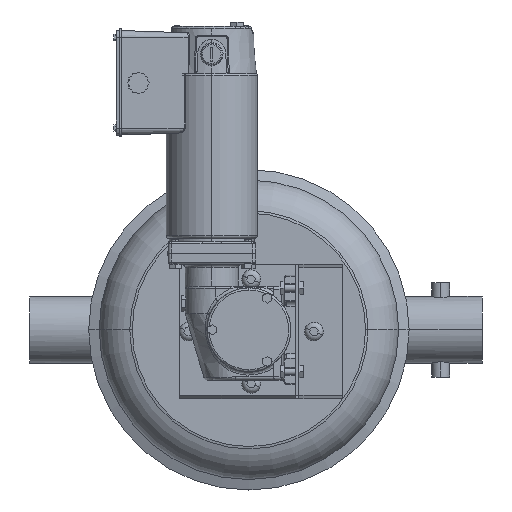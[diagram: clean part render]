
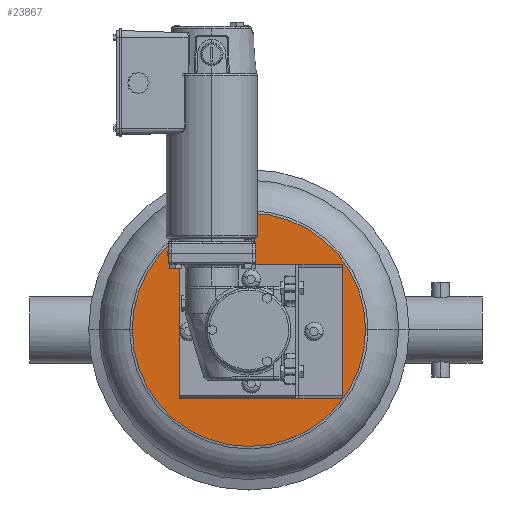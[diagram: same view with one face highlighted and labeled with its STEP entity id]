
A CAD part, left-side view. The second image highlights one B-rep face of the part: STEP entity #23867.
In plain terms, the highlighted planar face has unit normal (-1, 0, 0).
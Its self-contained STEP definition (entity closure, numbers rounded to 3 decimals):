
#223 = AXIS2_PLACEMENT_3D ( 'NONE', #27448, #30378, #2092 ) ;
#632 = VERTEX_POINT ( 'NONE', #12763 ) ;
#773 = EDGE_CURVE ( 'NONE', #632, #20002, #23886, .T. ) ;
#2092 = DIRECTION ( 'NONE',  ( 0., 0., -1. ) ) ;
#2410 = CARTESIAN_POINT ( 'NONE',  ( 0., 0., -106.362 ) ) ;
#6878 = AXIS2_PLACEMENT_3D ( 'NONE', #9724, #23923, #28752 ) ;
#7434 = DIRECTION ( 'NONE',  ( 0., 0., -1. ) ) ;
#7703 = ORIENTED_EDGE ( 'NONE', *, *, #773, .F. ) ;
#8488 = ORIENTED_EDGE ( 'NONE', *, *, #20599, .F. ) ;
#9724 = CARTESIAN_POINT ( 'NONE',  ( 0., 0., 0. ) ) ;
#11565 = PLANE ( 'NONE',  #25261 ) ;
#12763 = CARTESIAN_POINT ( 'NONE',  ( 0., 0., 106.362 ) ) ;
#14435 = DIRECTION ( 'NONE',  ( 1., 0., 0. ) ) ;
#20002 = VERTEX_POINT ( 'NONE', #2410 ) ;
#20599 = EDGE_CURVE ( 'NONE', #20002, #632, #22307, .T. ) ;
#21102 = CARTESIAN_POINT ( 'NONE',  ( 0., 0., 0. ) ) ;
#22307 = CIRCLE ( 'NONE', #6878, 106.362 ) ;
#23867 = ADVANCED_FACE ( 'NONE', ( #27723 ), #11565, .F. ) ;
#23886 = CIRCLE ( 'NONE', #223, 106.362 ) ;
#23923 = DIRECTION ( 'NONE',  ( 1., 0., 0. ) ) ;
#25261 = AXIS2_PLACEMENT_3D ( 'NONE', #21102, #14435, #7434 ) ;
#27448 = CARTESIAN_POINT ( 'NONE',  ( 0., 0., 0. ) ) ;
#27723 = FACE_OUTER_BOUND ( 'NONE', #30463, .T. ) ;
#28752 = DIRECTION ( 'NONE',  ( 0., 0., -1. ) ) ;
#30378 = DIRECTION ( 'NONE',  ( 1., 0., 0. ) ) ;
#30463 = EDGE_LOOP ( 'NONE', ( #7703, #8488 ) ) ;
